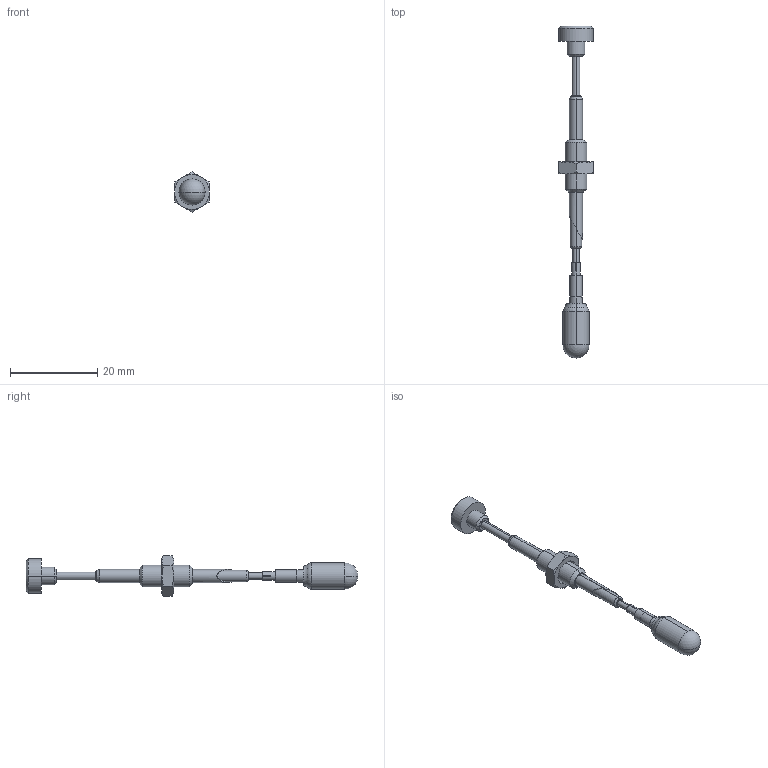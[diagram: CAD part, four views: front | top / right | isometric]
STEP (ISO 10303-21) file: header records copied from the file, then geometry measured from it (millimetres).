
FILE_DESCRIPTION (( 'STEP AP214' ), '1' );
FILE_NAME ('INGUN_111500.STEP', '2021-06-25T09:53:41', ( '' ), ( '' ), 'SwSTEP 2.0', 'SolidWorks 2018', '' );
FILE_SCHEMA (( 'AUTOMOTIVE_DESIGN' ));
Length unit declared in the file: millimetre
Products named in the file (8): KS-113-Master~-k-s_KS-113 23; INGUN_111500; GKS-504-0002~-g-k-s_S; 111571~1_S; 111494~2_S; 11533~0_M 5 B; KG-299_005_600~0_#0Standard; 19640~1
Assembly tree (7 placements, depth 2):
  INGUN_111500
    GKS-504-0002~-g-k-s_S
    19640~1
    KS-113-Master~-k-s_KS-113 23
    11533~0_M 5 B
    KG-299_005_600~0_#0Standard
    111571~1_S
    111494~2_S
Bounding box: 8 x 76.2 x 9.24 mm (x, y, z)
Volume: 1210.1 mm3; surface area: 1801.8 mm2
Topology: 9 solids, 9 shells, 168 faces, 374 edges, 228 vertices
Faces by surface type: cylinder 56, cone 52, plane 46, torus 10, sphere 4
Entity records: 5401 total; most frequent: CARTESIAN_POINT 980, DIRECTION 858, ORIENTED_EDGE 736, EDGE_CURVE 368, AXIS2_PLACEMENT_3D 366, VERTEX_POINT 228, CIRCLE 188, EDGE_LOOP 186
